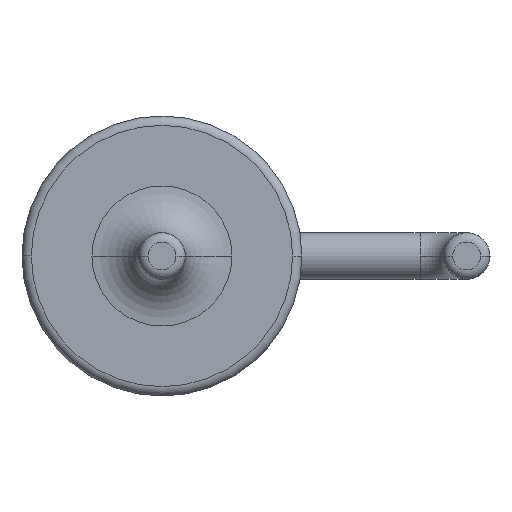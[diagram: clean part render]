
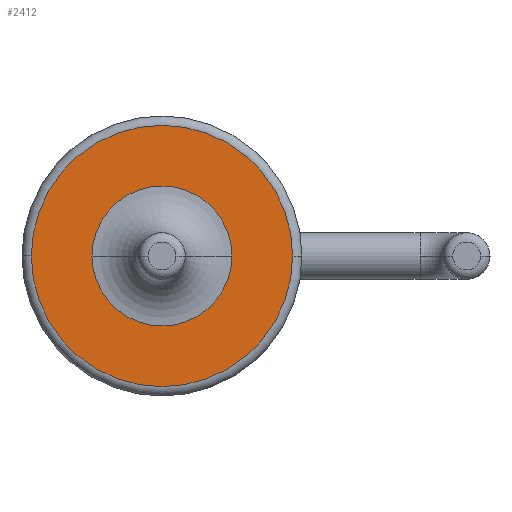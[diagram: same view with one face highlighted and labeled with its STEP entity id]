
A CAD part, left-side view. The second image highlights one B-rep face of the part: STEP entity #2412.
In plain terms, the highlighted planar face has unit normal (-1, 0, 0).
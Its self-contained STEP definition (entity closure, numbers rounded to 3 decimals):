
#42 = ORIENTED_EDGE ( 'NONE', *, *, #782, .T. ) ;
#84 = CIRCLE ( 'NONE', #2318, 1.5 ) ;
#154 = DIRECTION ( 'NONE',  ( -1., 0., 0. ) ) ;
#189 = DIRECTION ( 'NONE',  ( 0., -1., 0. ) ) ;
#192 = DIRECTION ( 'NONE',  ( 0., -1., 0. ) ) ;
#199 = EDGE_LOOP ( 'NONE', ( #1428, #42 ) ) ;
#409 = ORIENTED_EDGE ( 'NONE', *, *, #1829, .T. ) ;
#450 = AXIS2_PLACEMENT_3D ( 'NONE', #2202, #1863, #189 ) ;
#479 = CARTESIAN_POINT ( 'NONE',  ( -8.5, 2.8, 0. ) ) ;
#500 = CIRCLE ( 'NONE', #1060, 2.8 ) ;
#518 = DIRECTION ( 'NONE',  ( 0., -1., 0. ) ) ;
#782 = EDGE_CURVE ( 'NONE', #1199, #1046, #2353, .T. ) ;
#873 = DIRECTION ( 'NONE',  ( 0., -1., 0. ) ) ;
#1016 = CARTESIAN_POINT ( 'NONE',  ( -8.5, 1.5, 0. ) ) ;
#1046 = VERTEX_POINT ( 'NONE', #1776 ) ;
#1060 = AXIS2_PLACEMENT_3D ( 'NONE', #2200, #2035, #873 ) ;
#1101 = VERTEX_POINT ( 'NONE', #1016 ) ;
#1123 = PLANE ( 'NONE',  #450 ) ;
#1199 = VERTEX_POINT ( 'NONE', #479 ) ;
#1293 = EDGE_CURVE ( 'NONE', #1948, #1101, #1561, .T. ) ;
#1296 = AXIS2_PLACEMENT_3D ( 'NONE', #1999, #154, #518 ) ;
#1408 = AXIS2_PLACEMENT_3D ( 'NONE', #1653, #2407, #192 ) ;
#1428 = ORIENTED_EDGE ( 'NONE', *, *, #1998, .T. ) ;
#1539 = EDGE_LOOP ( 'NONE', ( #2044, #409 ) ) ;
#1561 = CIRCLE ( 'NONE', #1408, 1.5 ) ;
#1649 = FACE_OUTER_BOUND ( 'NONE', #199, .T. ) ;
#1653 = CARTESIAN_POINT ( 'NONE',  ( -8.5, 0., 0. ) ) ;
#1684 = FACE_BOUND ( 'NONE', #1539, .T. ) ;
#1776 = CARTESIAN_POINT ( 'NONE',  ( -8.5, -2.8, 0. ) ) ;
#1829 = EDGE_CURVE ( 'NONE', #1101, #1948, #84, .T. ) ;
#1863 = DIRECTION ( 'NONE',  ( -1., 0., 0. ) ) ;
#1948 = VERTEX_POINT ( 'NONE', #2165 ) ;
#1959 = DIRECTION ( 'NONE',  ( 1., 0., 0. ) ) ;
#1971 = DIRECTION ( 'NONE',  ( 0., -1., 0. ) ) ;
#1984 = CARTESIAN_POINT ( 'NONE',  ( -8.5, 0., 0. ) ) ;
#1998 = EDGE_CURVE ( 'NONE', #1046, #1199, #500, .T. ) ;
#1999 = CARTESIAN_POINT ( 'NONE',  ( -8.5, 0., 0. ) ) ;
#2035 = DIRECTION ( 'NONE',  ( -1., 0., 0. ) ) ;
#2044 = ORIENTED_EDGE ( 'NONE', *, *, #1293, .T. ) ;
#2165 = CARTESIAN_POINT ( 'NONE',  ( -8.5, -1.5, 0. ) ) ;
#2200 = CARTESIAN_POINT ( 'NONE',  ( -8.5, 0., 0. ) ) ;
#2202 = CARTESIAN_POINT ( 'NONE',  ( -8.5, 0., 0. ) ) ;
#2318 = AXIS2_PLACEMENT_3D ( 'NONE', #1984, #1959, #1971 ) ;
#2353 = CIRCLE ( 'NONE', #1296, 2.8 ) ;
#2407 = DIRECTION ( 'NONE',  ( 1., 0., 0. ) ) ;
#2412 = ADVANCED_FACE ( 'NONE', ( #1684, #1649 ), #1123, .T. ) ;
